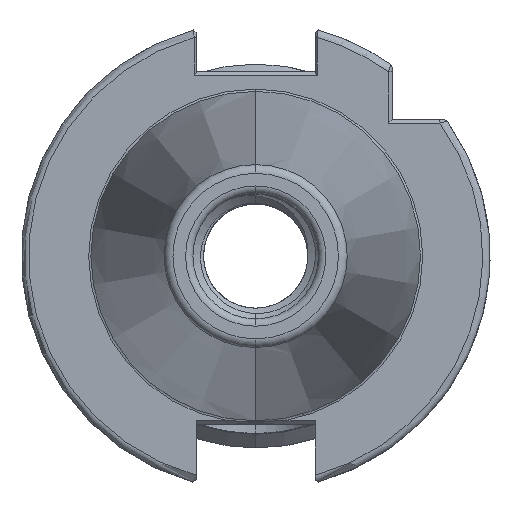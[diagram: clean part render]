
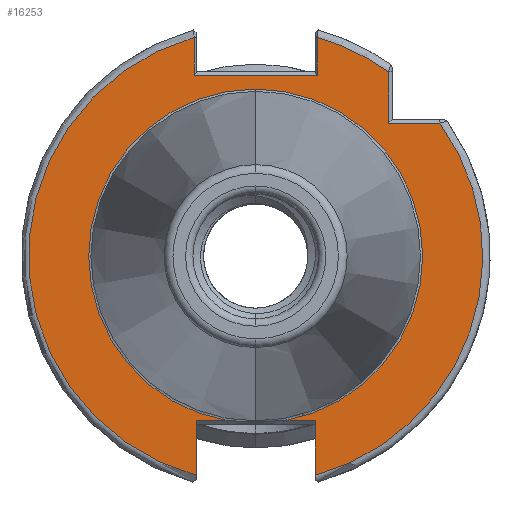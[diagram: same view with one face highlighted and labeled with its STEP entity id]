
A CAD part, left-side view. The second image highlights one B-rep face of the part: STEP entity #16253.
In plain terms, the highlighted planar face has unit normal (-1, 0, 0).
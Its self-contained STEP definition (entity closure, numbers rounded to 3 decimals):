
#336 = CARTESIAN_POINT ( 'NONE',  ( 0., -18., 24.962 ) ) ;
#339 = CARTESIAN_POINT ( 'NONE',  ( 0., 8.335, 29.625 ) ) ;
#384 = CARTESIAN_POINT ( 'NONE',  ( 0., -8.335, 29.625 ) ) ;
#397 = CARTESIAN_POINT ( 'NONE',  ( 0., -8.335, 24.5 ) ) ;
#413 = CARTESIAN_POINT ( 'NONE',  ( 0., -18., 18. ) ) ;
#432 = CARTESIAN_POINT ( 'NONE',  ( 0., -8.05, -22.3 ) ) ;
#435 = CARTESIAN_POINT ( 'NONE',  ( 0., 3.833, -22.3 ) ) ;
#453 = CARTESIAN_POINT ( 'NONE',  ( 0., 8.05, -29.704 ) ) ;
#454 = CARTESIAN_POINT ( 'NONE',  ( 0., 8.05, -22.3 ) ) ;
#474 = CARTESIAN_POINT ( 'NONE',  ( 0., 8.335, 24.5 ) ) ;
#490 = CARTESIAN_POINT ( 'NONE',  ( 0., -8.05, -29.704 ) ) ;
#519 = CARTESIAN_POINT ( 'NONE',  ( 0., -24.962, 18. ) ) ;
#749 = AXIS2_PLACEMENT_3D ( 'NONE', #18659, #18649, #18643 ) ;
#756 = AXIS2_PLACEMENT_3D ( 'NONE', #16956, #16938, #16966 ) ;
#762 = AXIS2_PLACEMENT_3D ( 'NONE', #18620, #18633, #18628 ) ;
#766 = AXIS2_PLACEMENT_3D ( 'NONE', #15853, #15851, #15878 ) ;
#800 = EDGE_CURVE ( 'NONE', #20236, #20319, #18120, .T. ) ;
#807 = EDGE_CURVE ( 'NONE', #20215, #20302, #18135, .T. ) ;
#808 = EDGE_CURVE ( 'NONE', #20290, #20306, #18124, .T. ) ;
#809 = EDGE_CURVE ( 'NONE', #20306, #4518, #18104, .T. ) ;
#810 = EDGE_CURVE ( 'NONE', #20317, #20291, #18105, .T. ) ;
#811 = EDGE_CURVE ( 'NONE', #20249, #20237, #18106, .T. ) ;
#813 = EDGE_CURVE ( 'NONE', #20246, #20236, #18133, .T. ) ;
#817 = EDGE_CURVE ( 'NONE', #20323, #20249, #18079, .T. ) ;
#820 = EDGE_CURVE ( 'NONE', #20317, #20323, #18125, .T. ) ;
#829 = EDGE_CURVE ( 'NONE', #20302, #20290, #18107, .T. ) ;
#858 = EDGE_CURVE ( 'NONE', #20237, #20246, #18094, .T. ) ;
#875 = EDGE_CURVE ( 'NONE', #20319, #20215, #18145, .T. ) ;
#883 = EDGE_CURVE ( 'NONE', #4415, #20291, #18175, .T. ) ;
#1119 = EDGE_CURVE ( 'NONE', #4518, #4415, #18470, .T. ) ;
#1255 = CARTESIAN_POINT ( 'NONE',  ( 0., 22.692, 0. ) ) ;
#1271 = DIRECTION ( 'NONE',  ( 1., 0., 0. ) ) ;
#1274 = PLANE ( 'NONE',  #2395 ) ;
#1283 = DIRECTION ( 'NONE',  ( 0., 0., -1. ) ) ;
#2395 = AXIS2_PLACEMENT_3D ( 'NONE', #1255, #1271, #1283 ) ;
#2526 = AXIS2_PLACEMENT_3D ( 'NONE', #13999, #14000, #14014 ) ;
#4415 = VERTEX_POINT ( 'NONE', #14184 ) ;
#4518 = VERTEX_POINT ( 'NONE', #14213 ) ;
#4886 = ORIENTED_EDGE ( 'NONE', *, *, #809, .T. ) ;
#4901 = ORIENTED_EDGE ( 'NONE', *, *, #811, .T. ) ;
#4903 = ORIENTED_EDGE ( 'NONE', *, *, #808, .T. ) ;
#4905 = ORIENTED_EDGE ( 'NONE', *, *, #829, .T. ) ;
#4906 = ORIENTED_EDGE ( 'NONE', *, *, #807, .T. ) ;
#4910 = ORIENTED_EDGE ( 'NONE', *, *, #883, .T. ) ;
#4921 = ORIENTED_EDGE ( 'NONE', *, *, #817, .T. ) ;
#4923 = ORIENTED_EDGE ( 'NONE', *, *, #800, .T. ) ;
#4924 = ORIENTED_EDGE ( 'NONE', *, *, #820, .T. ) ;
#4941 = ORIENTED_EDGE ( 'NONE', *, *, #810, .F. ) ;
#4945 = ORIENTED_EDGE ( 'NONE', *, *, #1119, .T. ) ;
#4965 = ORIENTED_EDGE ( 'NONE', *, *, #875, .T. ) ;
#4967 = ORIENTED_EDGE ( 'NONE', *, *, #858, .T. ) ;
#4987 = ORIENTED_EDGE ( 'NONE', *, *, #813, .T. ) ;
#5161 = FACE_OUTER_BOUND ( 'NONE', #18015, .T. ) ;
#13999 = CARTESIAN_POINT ( 'NONE',  ( 0., 0., 0. ) ) ;
#14000 = DIRECTION ( 'NONE',  ( 1., 0., 0. ) ) ;
#14014 = DIRECTION ( 'NONE',  ( 0., 0., -1. ) ) ;
#14184 = CARTESIAN_POINT ( 'NONE',  ( 0., -3.833, -22.3 ) ) ;
#14213 = CARTESIAN_POINT ( 'NONE',  ( 0., 0., 22.627 ) ) ;
#15851 = DIRECTION ( 'NONE',  ( -1., 0., 0. ) ) ;
#15853 = CARTESIAN_POINT ( 'NONE',  ( 0., 0., 0. ) ) ;
#15878 = DIRECTION ( 'NONE',  ( 0., 0., -1. ) ) ;
#15890 = DIRECTION ( 'NONE',  ( 0., 0., 1. ) ) ;
#15910 = CARTESIAN_POINT ( 'NONE',  ( 0., 8.335, 29.704 ) ) ;
#15926 = CARTESIAN_POINT ( 'NONE',  ( 0., 22.692, -22.3 ) ) ;
#15928 = DIRECTION ( 'NONE',  ( 0., -1., 0. ) ) ;
#16253 = ADVANCED_FACE ( 'NONE', ( #5161 ), #1274, .F. ) ;
#16938 = DIRECTION ( 'NONE',  ( -1., 0., 0. ) ) ;
#16945 = CARTESIAN_POINT ( 'NONE',  ( 0., 8.05, -31.776 ) ) ;
#16956 = CARTESIAN_POINT ( 'NONE',  ( 0., 0., 0. ) ) ;
#16966 = DIRECTION ( 'NONE',  ( 0., 0., -1. ) ) ;
#16969 = DIRECTION ( 'NONE',  ( 0., 0., 1. ) ) ;
#18015 = EDGE_LOOP ( 'NONE', ( #4921, #4901, #4967, #4987, #4923, #4965, #4906, #4905, #4903, #4886, #4945, #4910, #4941, #4924 ) ) ;
#18077 = VECTOR ( 'NONE', #18630, 1000. ) ;
#18078 = VECTOR ( 'NONE', #18656, 1000. ) ;
#18079 = LINE ( 'NONE', #18666, #18108 ) ;
#18083 = VECTOR ( 'NONE', #18602, 1000. ) ;
#18094 = CIRCLE ( 'NONE', #766, 30.775 ) ;
#18104 = CIRCLE ( 'NONE', #749, 22.627 ) ;
#18105 = LINE ( 'NONE', #18618, #18131 ) ;
#18106 = LINE ( 'NONE', #18652, #18077 ) ;
#18107 = LINE ( 'NONE', #16945, #18110 ) ;
#18108 = VECTOR ( 'NONE', #18674, 1000. ) ;
#18109 = VECTOR ( 'NONE', #18641, 1000. ) ;
#18110 = VECTOR ( 'NONE', #16969, 1000. ) ;
#18120 = LINE ( 'NONE', #18600, #18083 ) ;
#18124 = LINE ( 'NONE', #18658, #18078 ) ;
#18125 = CIRCLE ( 'NONE', #756, 30.775 ) ;
#18131 = VECTOR ( 'NONE', #18622, 1000. ) ;
#18133 = LINE ( 'NONE', #18626, #18109 ) ;
#18135 = CIRCLE ( 'NONE', #762, 30.775 ) ;
#18144 = VECTOR ( 'NONE', #15890, 1000. ) ;
#18145 = LINE ( 'NONE', #15910, #18144 ) ;
#18175 = LINE ( 'NONE', #15926, #18204 ) ;
#18204 = VECTOR ( 'NONE', #15928, 1000. ) ;
#18470 = CIRCLE ( 'NONE', #2526, 22.627 ) ;
#18600 = CARTESIAN_POINT ( 'NONE',  ( 0., 8.05, 24.5 ) ) ;
#18602 = DIRECTION ( 'NONE',  ( 0., 1., 0. ) ) ;
#18618 = CARTESIAN_POINT ( 'NONE',  ( 0., -8.05, -31.776 ) ) ;
#18620 = CARTESIAN_POINT ( 'NONE',  ( 0., 0., 0. ) ) ;
#18622 = DIRECTION ( 'NONE',  ( 0., 0., 1. ) ) ;
#18626 = CARTESIAN_POINT ( 'NONE',  ( 0., -8.335, 25. ) ) ;
#18628 = DIRECTION ( 'NONE',  ( 0., 0., -1. ) ) ;
#18630 = DIRECTION ( 'NONE',  ( 0., 0., 1. ) ) ;
#18633 = DIRECTION ( 'NONE',  ( -1., 0., 0. ) ) ;
#18641 = DIRECTION ( 'NONE',  ( 0., 0., -1. ) ) ;
#18643 = DIRECTION ( 'NONE',  ( 0., 0., -1. ) ) ;
#18649 = DIRECTION ( 'NONE',  ( 1., 0., 0. ) ) ;
#18652 = CARTESIAN_POINT ( 'NONE',  ( 0., -18., 24.594 ) ) ;
#18656 = DIRECTION ( 'NONE',  ( 0., -1., 0. ) ) ;
#18658 = CARTESIAN_POINT ( 'NONE',  ( 0., 22.692, -22.3 ) ) ;
#18659 = CARTESIAN_POINT ( 'NONE',  ( 0., 0., 0. ) ) ;
#18666 = CARTESIAN_POINT ( 'NONE',  ( 0., -18.5, 18. ) ) ;
#18674 = DIRECTION ( 'NONE',  ( 0., 1., 0. ) ) ;
#20215 = VERTEX_POINT ( 'NONE', #339 ) ;
#20236 = VERTEX_POINT ( 'NONE', #397 ) ;
#20237 = VERTEX_POINT ( 'NONE', #336 ) ;
#20246 = VERTEX_POINT ( 'NONE', #384 ) ;
#20249 = VERTEX_POINT ( 'NONE', #413 ) ;
#20290 = VERTEX_POINT ( 'NONE', #454 ) ;
#20291 = VERTEX_POINT ( 'NONE', #432 ) ;
#20302 = VERTEX_POINT ( 'NONE', #453 ) ;
#20306 = VERTEX_POINT ( 'NONE', #435 ) ;
#20317 = VERTEX_POINT ( 'NONE', #490 ) ;
#20319 = VERTEX_POINT ( 'NONE', #474 ) ;
#20323 = VERTEX_POINT ( 'NONE', #519 ) ;
